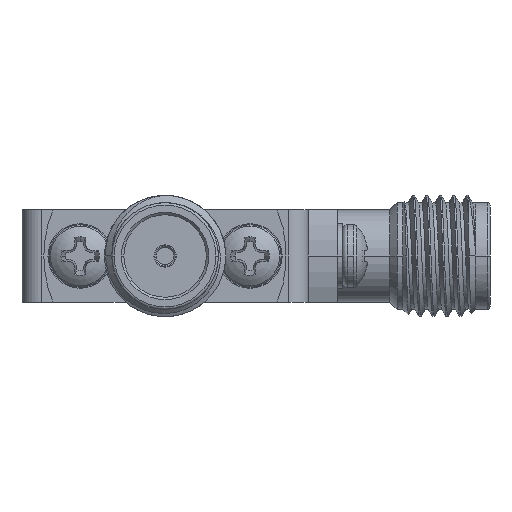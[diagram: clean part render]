
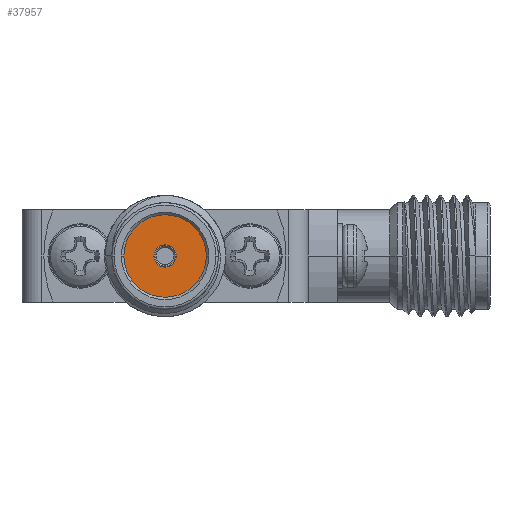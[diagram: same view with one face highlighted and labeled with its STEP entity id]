
A CAD part, left-side view. The second image highlights one B-rep face of the part: STEP entity #37957.
In plain terms, the highlighted planar face has unit normal (-1, 0, 0).
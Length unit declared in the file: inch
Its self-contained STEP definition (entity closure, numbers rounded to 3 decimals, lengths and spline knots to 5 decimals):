
#1682 = CARTESIAN_POINT ( 'NONE',  ( -0.7, -0.085, 0. ) ) ;
#1765 = EDGE_CURVE ( 'NONE', #10147, #23927, #23504, .T. ) ;
#3176 = PLANE ( 'NONE',  #34496 ) ;
#3239 = EDGE_CURVE ( 'NONE', #37174, #8059, #17554, .T. ) ;
#3935 = AXIS2_PLACEMENT_3D ( 'NONE', #23161, #10933, #12238 ) ;
#5743 = AXIS2_PLACEMENT_3D ( 'NONE', #26482, #18562, #24466 ) ;
#6160 = AXIS2_PLACEMENT_3D ( 'NONE', #20664, #11116, #28497 ) ;
#7021 = ORIENTED_EDGE ( 'NONE', *, *, #11210, .T. ) ;
#8059 = VERTEX_POINT ( 'NONE', #23432 ) ;
#9804 = ORIENTED_EDGE ( 'NONE', *, *, #3239, .T. ) ;
#10127 = CARTESIAN_POINT ( 'NONE',  ( -0.7, 0., 0. ) ) ;
#10147 = VERTEX_POINT ( 'NONE', #15457 ) ;
#10933 = DIRECTION ( 'NONE',  ( -1., 0., 0. ) ) ;
#11116 = DIRECTION ( 'NONE',  ( -1., 0., 0. ) ) ;
#11210 = EDGE_CURVE ( 'NONE', #8059, #37174, #11879, .T. ) ;
#11879 = CIRCLE ( 'NONE', #35856, 0.085 ) ;
#12082 = FACE_BOUND ( 'NONE', #27059, .T. ) ;
#12238 = DIRECTION ( 'NONE',  ( 0., 1., 0. ) ) ;
#13365 = ORIENTED_EDGE ( 'NONE', *, *, #32476, .F. ) ;
#13875 = DIRECTION ( 'NONE',  ( 0., 1., 0. ) ) ;
#15337 = CARTESIAN_POINT ( 'NONE',  ( -0.7, -0.023, 0. ) ) ;
#15457 = CARTESIAN_POINT ( 'NONE',  ( -0.7, 0.023, 0. ) ) ;
#17554 = CIRCLE ( 'NONE', #6160, 0.085 ) ;
#18562 = DIRECTION ( 'NONE',  ( -1., 0., 0. ) ) ;
#19563 = EDGE_LOOP ( 'NONE', ( #7021, #9804 ) ) ;
#20664 = CARTESIAN_POINT ( 'NONE',  ( -0.7, 0., 0. ) ) ;
#21545 = CARTESIAN_POINT ( 'NONE',  ( -0.7, 0., 0. ) ) ;
#23161 = CARTESIAN_POINT ( 'NONE',  ( -0.7, 0., 0. ) ) ;
#23263 = ORIENTED_EDGE ( 'NONE', *, *, #1765, .F. ) ;
#23432 = CARTESIAN_POINT ( 'NONE',  ( -0.7, 0.085, 0. ) ) ;
#23504 = CIRCLE ( 'NONE', #3935, 0.023 ) ;
#23927 = VERTEX_POINT ( 'NONE', #15337 ) ;
#24119 = DIRECTION ( 'NONE',  ( 0., 0., 1. ) ) ;
#24466 = DIRECTION ( 'NONE',  ( 0., 1., 0. ) ) ;
#26482 = CARTESIAN_POINT ( 'NONE',  ( -0.7, 0., 0. ) ) ;
#27059 = EDGE_LOOP ( 'NONE', ( #23263, #13365 ) ) ;
#28497 = DIRECTION ( 'NONE',  ( 0., 1., 0. ) ) ;
#32476 = EDGE_CURVE ( 'NONE', #23927, #10147, #38561, .T. ) ;
#34228 = DIRECTION ( 'NONE',  ( -1., 0., 0. ) ) ;
#34496 = AXIS2_PLACEMENT_3D ( 'NONE', #21545, #36757, #24119 ) ;
#35856 = AXIS2_PLACEMENT_3D ( 'NONE', #10127, #34228, #13875 ) ;
#35985 = FACE_OUTER_BOUND ( 'NONE', #19563, .T. ) ;
#36757 = DIRECTION ( 'NONE',  ( -1., 0., 0. ) ) ;
#37174 = VERTEX_POINT ( 'NONE', #1682 ) ;
#37957 = ADVANCED_FACE ( 'NONE', ( #12082, #35985 ), #3176, .T. ) ;
#38561 = CIRCLE ( 'NONE', #5743, 0.023 ) ;
